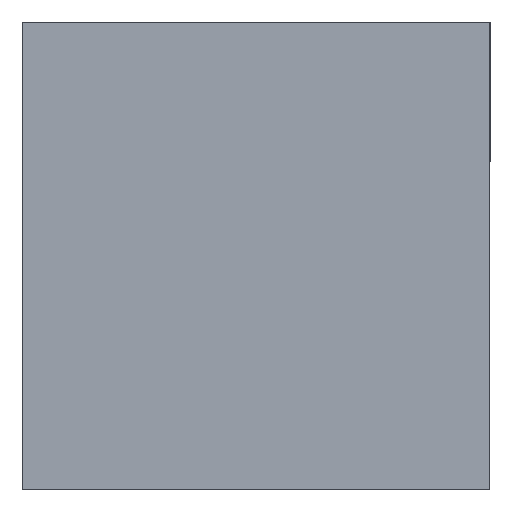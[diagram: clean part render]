
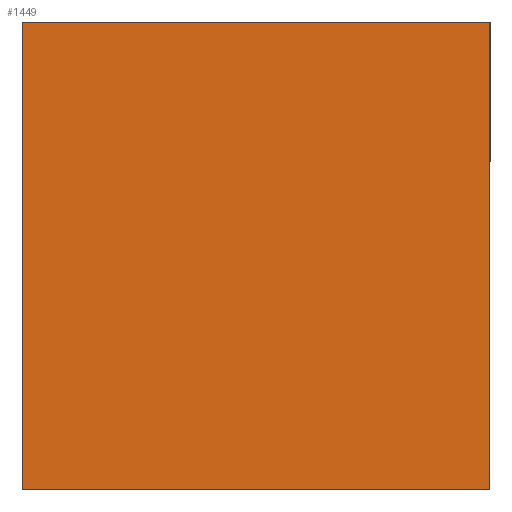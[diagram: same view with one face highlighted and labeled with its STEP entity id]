
A CAD part, front view. The second image highlights one B-rep face of the part: STEP entity #1449.
In plain terms, the highlighted planar face has unit normal (0, -1, 0).
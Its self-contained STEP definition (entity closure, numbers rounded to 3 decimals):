
#38 = CARTESIAN_POINT ( 'NONE',  ( 0., 0., 5. ) ) ;
#39 = VERTEX_POINT ( 'NONE', #967 ) ;
#74 = VECTOR ( 'NONE', #1487, 1000. ) ;
#77 = VECTOR ( 'NONE', #566, 1000. ) ;
#96 = ORIENTED_EDGE ( 'NONE', *, *, #155, .F. ) ;
#98 = EDGE_CURVE ( 'NONE', #39, #1090, #758, .T. ) ;
#130 = EDGE_CURVE ( 'NONE', #136, #39, #698, .T. ) ;
#136 = VERTEX_POINT ( 'NONE', #957 ) ;
#155 = EDGE_CURVE ( 'NONE', #1576, #136, #516, .T. ) ;
#297 = ORIENTED_EDGE ( 'NONE', *, *, #98, .F. ) ;
#444 = CARTESIAN_POINT ( 'NONE',  ( 5., 0., 0. ) ) ;
#516 = LINE ( 'NONE', #1610, #1172 ) ;
#518 = ORIENTED_EDGE ( 'NONE', *, *, #538, .F. ) ;
#538 = EDGE_CURVE ( 'NONE', #1090, #1576, #929, .T. ) ;
#566 = DIRECTION ( 'NONE',  ( 1., 0., 0. ) ) ;
#604 = DIRECTION ( 'NONE',  ( 0., 1., 0. ) ) ;
#698 = LINE ( 'NONE', #38, #77 ) ;
#723 = CARTESIAN_POINT ( 'NONE',  ( 5., 0., -5. ) ) ;
#758 = LINE ( 'NONE', #444, #74 ) ;
#814 = DIRECTION ( 'NONE',  ( 0., 0., 1. ) ) ;
#822 = FACE_OUTER_BOUND ( 'NONE', #1017, .T. ) ;
#929 = LINE ( 'NONE', #1336, #1357 ) ;
#957 = CARTESIAN_POINT ( 'NONE',  ( -5., 0., 5. ) ) ;
#967 = CARTESIAN_POINT ( 'NONE',  ( 5., 0., 5. ) ) ;
#974 = DIRECTION ( 'NONE',  ( -1., 0., 0. ) ) ;
#991 = CARTESIAN_POINT ( 'NONE',  ( 0., 0., 0. ) ) ;
#1017 = EDGE_LOOP ( 'NONE', ( #1402, #96, #518, #297 ) ) ;
#1090 = VERTEX_POINT ( 'NONE', #723 ) ;
#1113 = AXIS2_PLACEMENT_3D ( 'NONE', #991, #604, #1116 ) ;
#1116 = DIRECTION ( 'NONE',  ( 0., 0., 1. ) ) ;
#1172 = VECTOR ( 'NONE', #814, 1000. ) ;
#1336 = CARTESIAN_POINT ( 'NONE',  ( 0., 0., -5. ) ) ;
#1357 = VECTOR ( 'NONE', #974, 1000. ) ;
#1390 = CARTESIAN_POINT ( 'NONE',  ( -5., 0., -5. ) ) ;
#1402 = ORIENTED_EDGE ( 'NONE', *, *, #130, .F. ) ;
#1449 = ADVANCED_FACE ( 'NONE', ( #822 ), #1653, .F. ) ;
#1487 = DIRECTION ( 'NONE',  ( 0., 0., -1. ) ) ;
#1576 = VERTEX_POINT ( 'NONE', #1390 ) ;
#1610 = CARTESIAN_POINT ( 'NONE',  ( -5., 0., 0. ) ) ;
#1653 = PLANE ( 'NONE',  #1113 ) ;
